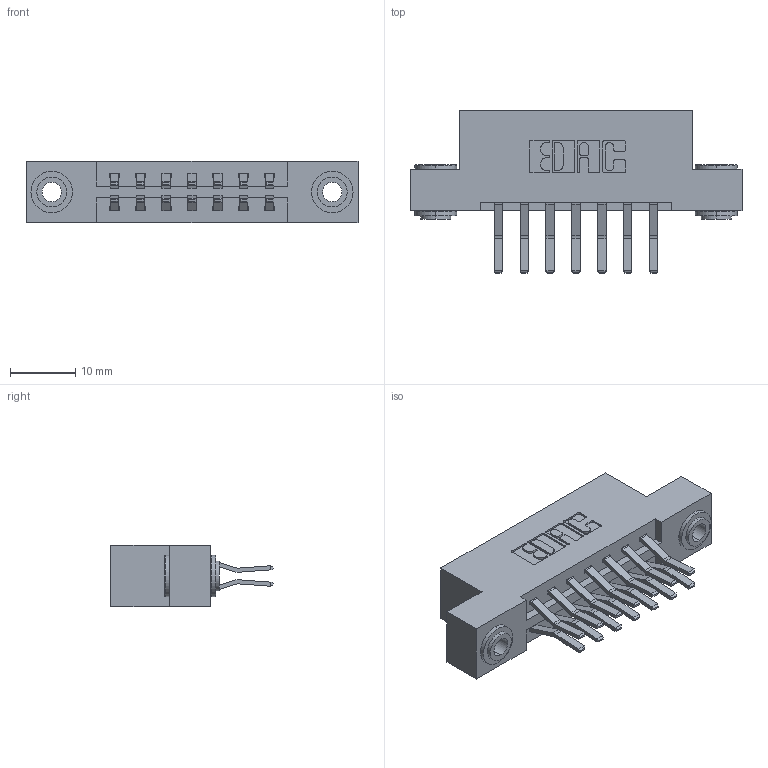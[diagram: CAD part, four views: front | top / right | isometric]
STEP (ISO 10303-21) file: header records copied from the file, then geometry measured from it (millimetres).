
FILE_DESCRIPTION (( 'STEP AP203' ), '1' );
FILE_NAME ('387-014-560-203.STEP', '2019-10-15T22:19:31', ( '' ), ( '' ), 'SwSTEP 2.0', 'SolidWorks 2016', '' );
FILE_SCHEMA (( 'CONFIG_CONTROL_DESIGN' ));
Length unit declared in the file: inch
Products named in the file (4): 345-292-001_560 Tail; 337 Part_Flush Mounting Lugs - 0.156 Dia-TH; 345-250-002_345-250-002-102; 387-014-560-203
Assembly tree (17 placements, depth 2):
  387-014-560-203
    337 Part_Flush Mounting Lugs - 0.156 Dia-TH
    345-292-001_560 Tail  x14
    345-250-002_345-250-002-102  x2
Bounding box: 50.75 x 24.78 x 9.4 mm (x, y, z)
Volume: 4993.6 mm3; surface area: 5795.3 mm2
Topology: 17 solids, 17 shells, 936 faces, 2725 edges, 1794 vertices
Faces by surface type: plane 612, cylinder 316, cone 8
Entity records: 10692 total; most frequent: CARTESIAN_POINT 1805, ORIENTED_EDGE 1734, DIRECTION 1637, EDGE_CURVE 867, LINE 711, VECTOR 711, VERTEX_POINT 574, AXIS2_PLACEMENT_3D 463
